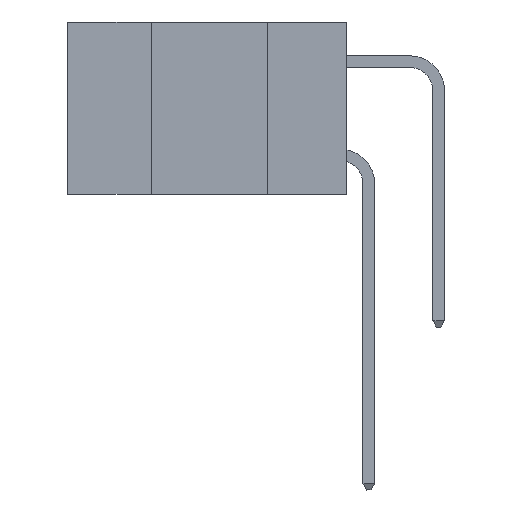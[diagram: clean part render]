
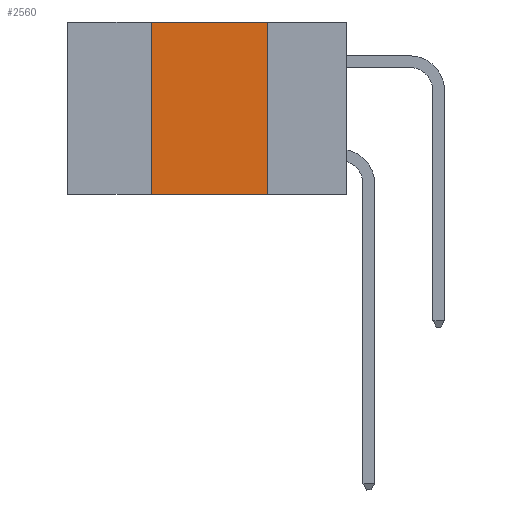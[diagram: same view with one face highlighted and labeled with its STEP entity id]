
A CAD part, left-side view. The second image highlights one B-rep face of the part: STEP entity #2560.
In plain terms, the highlighted planar face has unit normal (-1, 0, 0).
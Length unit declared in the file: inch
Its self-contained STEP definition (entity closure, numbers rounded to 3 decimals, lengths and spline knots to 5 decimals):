
#409 = ORIENTED_EDGE ( 'NONE', *, *, #9553, .T. ) ;
#922 = AXIS2_PLACEMENT_3D ( 'NONE', #13160, #14292, #9802 ) ;
#1130 = VECTOR ( 'NONE', #11503, 39.37008 ) ;
#1184 = VERTEX_POINT ( 'NONE', #7975 ) ;
#1303 = CARTESIAN_POINT ( 'NONE',  ( 0., 0.17, -0.37 ) ) ;
#1426 = CARTESIAN_POINT ( 'NONE',  ( 0., 0.6, 0. ) ) ;
#1432 = CARTESIAN_POINT ( 'NONE',  ( 0., 0.17, 0. ) ) ;
#2009 = PLANE ( 'NONE',  #922 ) ;
#2334 = CARTESIAN_POINT ( 'NONE',  ( 0., 0.42, 0. ) ) ;
#2363 = ORIENTED_EDGE ( 'NONE', *, *, #6483, .F. ) ;
#2473 = VERTEX_POINT ( 'NONE', #5219 ) ;
#2524 = ORIENTED_EDGE ( 'NONE', *, *, #7816, .F. ) ;
#2560 = ADVANCED_FACE ( 'NONE', ( #6553 ), #2009, .F. ) ;
#2708 = CARTESIAN_POINT ( 'NONE',  ( 0., 0.42, 0. ) ) ;
#3384 = EDGE_LOOP ( 'NONE', ( #2363, #2524, #12671, #409 ) ) ;
#3432 = VECTOR ( 'NONE', #8284, 39.37008 ) ;
#4125 = LINE ( 'NONE', #1432, #1130 ) ;
#4515 = CARTESIAN_POINT ( 'NONE',  ( 0., 0.6, -0.37 ) ) ;
#5219 = CARTESIAN_POINT ( 'NONE',  ( 0., 0.42, -0.37 ) ) ;
#5265 = LINE ( 'NONE', #4515, #7698 ) ;
#5444 = EDGE_CURVE ( 'NONE', #2473, #7550, #12009, .T. ) ;
#5826 = LINE ( 'NONE', #1426, #12470 ) ;
#6483 = EDGE_CURVE ( 'NONE', #1184, #10941, #4125, .T. ) ;
#6553 = FACE_OUTER_BOUND ( 'NONE', #3384, .T. ) ;
#7550 = VERTEX_POINT ( 'NONE', #2334 ) ;
#7698 = VECTOR ( 'NONE', #10164, 39.37008 ) ;
#7816 = EDGE_CURVE ( 'NONE', #7550, #1184, #5826, .T. ) ;
#7975 = CARTESIAN_POINT ( 'NONE',  ( 0., 0.17, 0. ) ) ;
#8284 = DIRECTION ( 'NONE',  ( 0., 0., 1. ) ) ;
#9553 = EDGE_CURVE ( 'NONE', #2473, #10941, #5265, .T. ) ;
#9802 = DIRECTION ( 'NONE',  ( 0., 0., -1. ) ) ;
#10164 = DIRECTION ( 'NONE',  ( 0., -1., 0. ) ) ;
#10941 = VERTEX_POINT ( 'NONE', #1303 ) ;
#11400 = DIRECTION ( 'NONE',  ( 0., -1., 0. ) ) ;
#11503 = DIRECTION ( 'NONE',  ( 0., 0., -1. ) ) ;
#12009 = LINE ( 'NONE', #2708, #3432 ) ;
#12470 = VECTOR ( 'NONE', #11400, 39.37008 ) ;
#12671 = ORIENTED_EDGE ( 'NONE', *, *, #5444, .F. ) ;
#13160 = CARTESIAN_POINT ( 'NONE',  ( 0., 0.6, 0. ) ) ;
#14292 = DIRECTION ( 'NONE',  ( 1., 0., 0. ) ) ;
